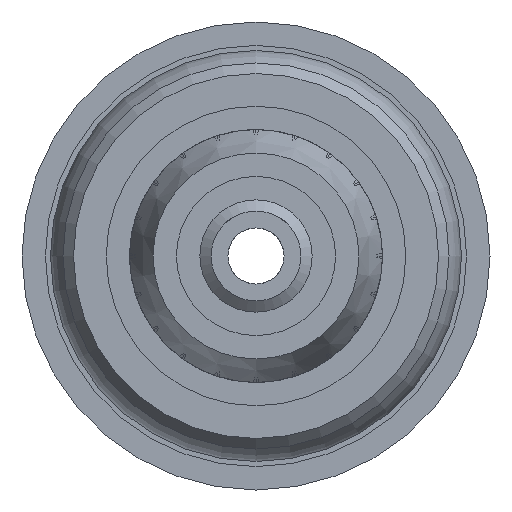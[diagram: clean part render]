
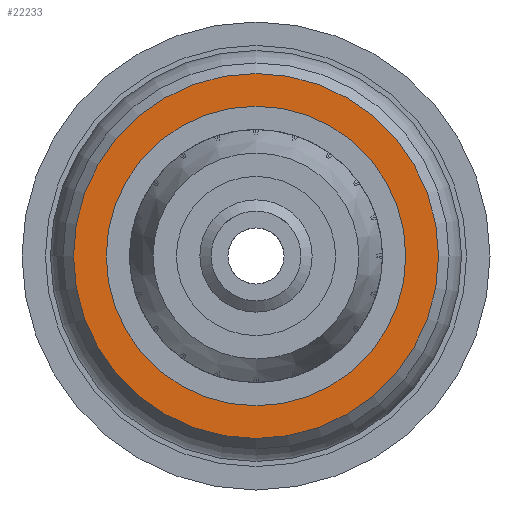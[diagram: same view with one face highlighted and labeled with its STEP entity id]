
A CAD part, left-side view. The second image highlights one B-rep face of the part: STEP entity #22233.
In plain terms, the highlighted planar face has unit normal (-1, 0, 0).
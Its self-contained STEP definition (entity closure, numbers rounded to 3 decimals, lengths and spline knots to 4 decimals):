
#5399=ORIENTED_EDGE('',*,*,#12639,.F.);
#5400=ORIENTED_EDGE('',*,*,#12641,.T.);
#12639=EDGE_CURVE('',#16271,#16271,#18174,.T.);
#12641=EDGE_CURVE('',#16273,#16273,#18176,.T.);
#16271=VERTEX_POINT('',#38897);
#16273=VERTEX_POINT('',#38902);
#18174=CIRCLE('',#36556,1.6);
#18176=CIRCLE('',#36559,1.95);
#18378=EDGE_LOOP('',(#5399));
#18379=EDGE_LOOP('',(#5400));
#20264=FACE_BOUND('',#18378,.T.);
#20265=FACE_BOUND('',#18379,.T.);
#22120=PLANE('',#36561);
#22233=ADVANCED_FACE('',(#20264,#20265),#22120,.T.);
#36556=AXIS2_PLACEMENT_3D('',#38896,#37332,#37333);
#36559=AXIS2_PLACEMENT_3D('',#38901,#37338,#37339);
#36561=AXIS2_PLACEMENT_3D('',#38904,#37342,#37343);
#37332=DIRECTION('',(-1.,0.,0.));
#37333=DIRECTION('',(0.,0.,-1.));
#37338=DIRECTION('',(-1.,0.,0.));
#37339=DIRECTION('',(0.,0.,-1.));
#37342=DIRECTION('',(-1.,0.,0.));
#37343=DIRECTION('',(0.,1.,0.));
#38896=CARTESIAN_POINT('',(-31.215,0.,0.));
#38897=CARTESIAN_POINT('',(-31.215,0.,-1.6));
#38901=CARTESIAN_POINT('',(-31.215,0.,0.));
#38902=CARTESIAN_POINT('',(-31.215,0.,-1.95));
#38904=CARTESIAN_POINT('',(-31.215,0.,0.));
